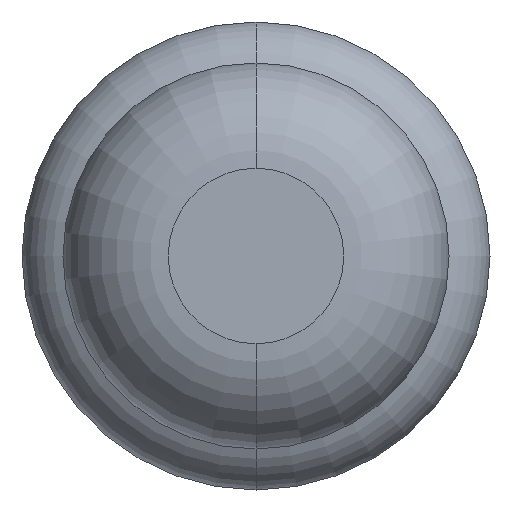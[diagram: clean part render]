
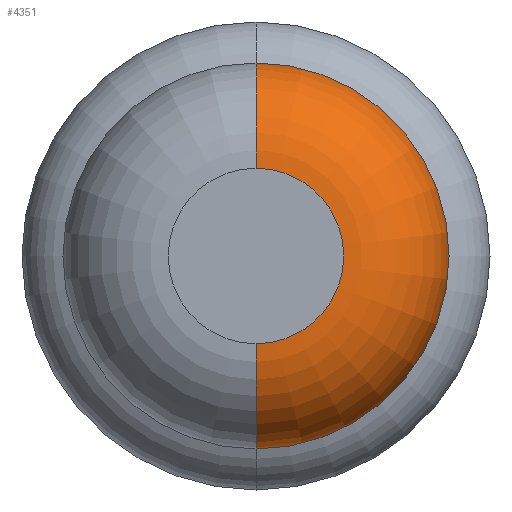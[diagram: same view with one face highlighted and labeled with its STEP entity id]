
A CAD part, front view. The second image highlights one B-rep face of the part: STEP entity #4351.
In plain terms, the highlighted toroidal (fillet/blend) face has major radius 0.375 mm and minor radius 0.45 mm.
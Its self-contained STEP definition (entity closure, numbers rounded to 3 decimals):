
#125 = DIRECTION ( 'NONE',  ( 0., 1., 0. ) ) ;
#414 = EDGE_LOOP ( 'NONE', ( #743, #2167, #543, #1847 ) ) ;
#444 = FACE_OUTER_BOUND ( 'NONE', #414, .T. ) ;
#543 = ORIENTED_EDGE ( 'NONE', *, *, #1539, .F. ) ;
#618 = CARTESIAN_POINT ( 'NONE',  ( 0., -23.55, -0.825 ) ) ;
#680 = DIRECTION ( 'NONE',  ( 0., 1., 0. ) ) ;
#743 = ORIENTED_EDGE ( 'NONE', *, *, #4152, .T. ) ;
#786 = CARTESIAN_POINT ( 'NONE',  ( 0., -24., 0.375 ) ) ;
#925 = VERTEX_POINT ( 'NONE', #618 ) ;
#965 = AXIS2_PLACEMENT_3D ( 'NONE', #1308, #3860, #3074 ) ;
#996 = AXIS2_PLACEMENT_3D ( 'NONE', #1742, #2442, #4242 ) ;
#1036 = CARTESIAN_POINT ( 'NONE',  ( 0., -23.55, 0. ) ) ;
#1308 = CARTESIAN_POINT ( 'NONE',  ( 0., -23.55, 0.375 ) ) ;
#1539 = EDGE_CURVE ( 'Defeature ausgef�hrt1_7+Defeature ausgef�hrt1_6+Defeature ausgef�hrt1_6+Defeature ausgef�hrt1_6', #2889, #925, #1671, .T. ) ;
#1667 = CIRCLE ( 'NONE', #965, 0.45 ) ;
#1671 = CIRCLE ( 'NONE', #3487, 0.825 ) ;
#1739 = CARTESIAN_POINT ( 'NONE',  ( 0., -23.55, 0.825 ) ) ;
#1742 = CARTESIAN_POINT ( 'NONE',  ( 0., -23.55, 0. ) ) ;
#1847 = ORIENTED_EDGE ( 'NONE', *, *, #2625, .F. ) ;
#1890 = CARTESIAN_POINT ( 'NONE',  ( 0., -23.55, -0.375 ) ) ;
#2031 = VERTEX_POINT ( 'NONE', #2607 ) ;
#2167 = ORIENTED_EDGE ( 'NONE', *, *, #2334, .T. ) ;
#2294 = CIRCLE ( 'NONE', #4244, 0.375 ) ;
#2333 = DIRECTION ( 'NONE',  ( 0., 0., 1. ) ) ;
#2334 = EDGE_CURVE ( 'NONE', #2031, #925, #4518, .T. ) ;
#2442 = DIRECTION ( 'NONE',  ( 0., 1., 0. ) ) ;
#2607 = CARTESIAN_POINT ( 'NONE',  ( 0., -24., -0.375 ) ) ;
#2625 = EDGE_CURVE ( 'NONE', #4584, #2889, #1667, .T. ) ;
#2889 = VERTEX_POINT ( 'NONE', #1739 ) ;
#2974 = DIRECTION ( 'NONE',  ( 0., 0., -1. ) ) ;
#3074 = DIRECTION ( 'NONE',  ( 0., 0., 1. ) ) ;
#3487 = AXIS2_PLACEMENT_3D ( 'NONE', #1036, #680, #3970 ) ;
#3837 = AXIS2_PLACEMENT_3D ( 'NONE', #1890, #4429, #2974 ) ;
#3860 = DIRECTION ( 'NONE',  ( -1., 0., 0. ) ) ;
#3970 = DIRECTION ( 'NONE',  ( 0., 0., 1. ) ) ;
#4152 = EDGE_CURVE ( 'Defeature ausgef�hrt1_6+Defeature ausgef�hrt1_5+Defeature ausgef�hrt1_5+Defeature ausgef�hrt1_5', #4584, #2031, #2294, .T. ) ;
#4182 = TOROIDAL_SURFACE ( 'NONE', #996, 0.375, 0.45 ) ;
#4242 = DIRECTION ( 'NONE',  ( 0., 0., 1. ) ) ;
#4244 = AXIS2_PLACEMENT_3D ( 'NONE', #4481, #125, #2333 ) ;
#4351 = ADVANCED_FACE ( 'Defeature ausgef�hrt1_6', ( #444 ), #4182, .T. ) ;
#4429 = DIRECTION ( 'NONE',  ( 1., 0., 0. ) ) ;
#4481 = CARTESIAN_POINT ( 'NONE',  ( 0., -24., 0. ) ) ;
#4518 = CIRCLE ( 'NONE', #3837, 0.45 ) ;
#4584 = VERTEX_POINT ( 'NONE', #786 ) ;
